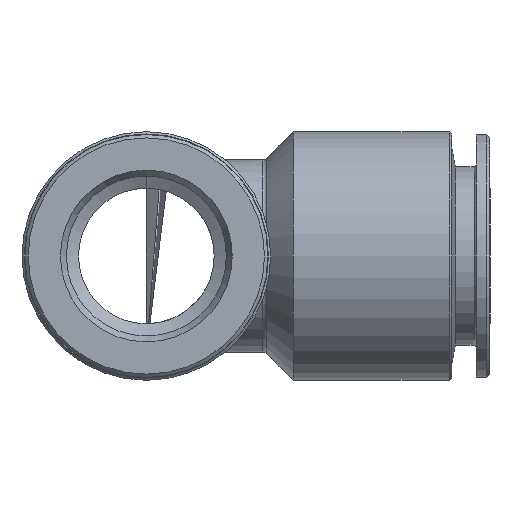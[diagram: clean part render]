
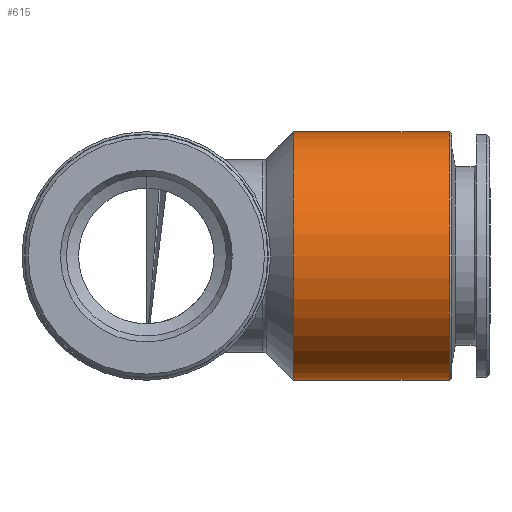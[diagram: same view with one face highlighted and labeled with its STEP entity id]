
A CAD part, left-side view. The second image highlights one B-rep face of the part: STEP entity #615.
In plain terms, the highlighted cylindrical face has radius 11 mm (diameter 22 mm), a full revolution.
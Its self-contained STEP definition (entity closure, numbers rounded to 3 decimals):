
#33=CYLINDRICAL_SURFACE('',#719,11.);
#145=ORIENTED_EDGE('',*,*,#227,.T.);
#146=ORIENTED_EDGE('',*,*,#235,.T.);
#227=EDGE_CURVE('',#284,#284,#335,.T.);
#235=EDGE_CURVE('',#292,#292,#343,.T.);
#284=VERTEX_POINT('',#1454);
#292=VERTEX_POINT('',#1480);
#335=CIRCLE('',#702,11.);
#343=CIRCLE('',#720,11.);
#421=EDGE_LOOP('',(#145));
#422=EDGE_LOOP('',(#146));
#529=FACE_BOUND('',#421,.T.);
#530=FACE_BOUND('',#422,.T.);
#615=ADVANCED_FACE('',(#529,#530),#33,.T.);
#702=AXIS2_PLACEMENT_3D('',#1453,#861,#862);
#719=AXIS2_PLACEMENT_3D('',#1478,#895,#896);
#720=AXIS2_PLACEMENT_3D('',#1479,#897,#898);
#861=DIRECTION('',(0.,-1.,0.));
#862=DIRECTION('',(1.,0.,0.));
#895=DIRECTION('',(0.,1.,0.));
#896=DIRECTION('',(-1.,0.,0.));
#897=DIRECTION('',(0.,1.,0.));
#898=DIRECTION('',(-1.,0.,0.));
#1453=CARTESIAN_POINT('',(0.,-13.,0.));
#1454=CARTESIAN_POINT('',(11.,-13.,0.));
#1478=CARTESIAN_POINT('',(0.,0.,0.));
#1479=CARTESIAN_POINT('',(0.,-26.8,0.));
#1480=CARTESIAN_POINT('',(-11.,-26.8,0.));
